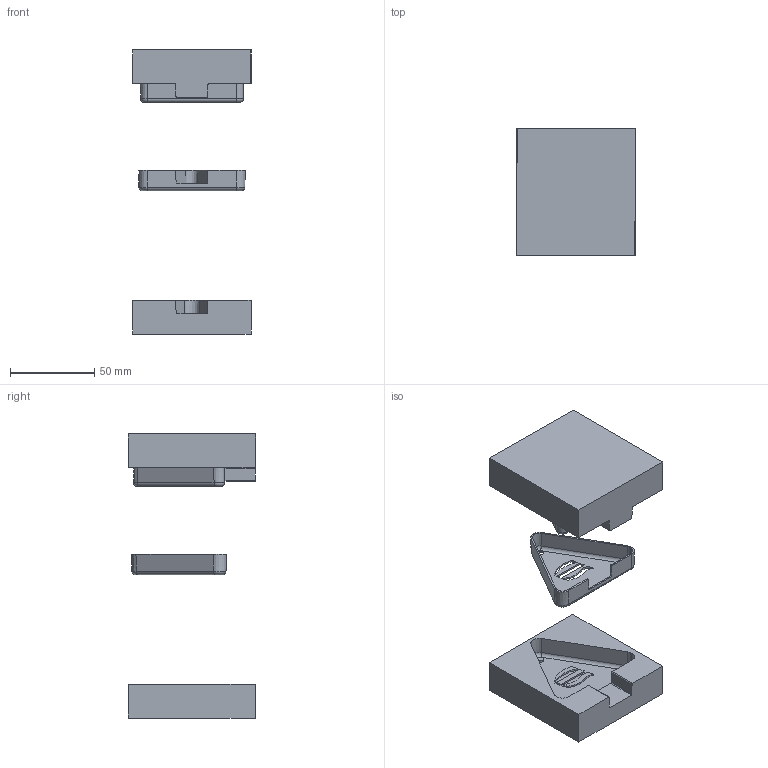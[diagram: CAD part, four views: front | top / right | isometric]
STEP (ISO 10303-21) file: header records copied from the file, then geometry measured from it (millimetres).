
FILE_DESCRIPTION (( 'STEP AP214' ), '1' );
FILE_NAME ('MOULE.STEP', '2025-09-11T21:31:14', ( '' ), ( '' ), 'SwSTEP 2.0', 'SolidWorks 2024', '' );
FILE_SCHEMA (( 'AUTOMOTIVE_DESIGN' ));
Length unit declared in the file: millimetre
Products named in the file (4): Noyau-empreinte6[1]; Ligne de joint1; MOULE; Noyau-empreinte6[2]
Assembly tree (3 placements, depth 2):
  MOULE
    Ligne de joint1
    Noyau-empreinte6[1]
    Noyau-empreinte6[2]
Bounding box: 70.37 x 75.35 x 168.16 mm (x, y, z)
Volume: 210006.8 mm3; surface area: 44522 mm2
Topology: 3 solids, 3 shells, 135 faces, 339 edges, 216 vertices
Faces by surface type: plane 55, cone 28, cylinder 20, torus 16, bspline 16
Entity records: 5524 total; most frequent: CARTESIAN_POINT 2250, ORIENTED_EDGE 678, DIRECTION 625, EDGE_CURVE 339, AXIS2_PLACEMENT_3D 225, VERTEX_POINT 216, LINE 175, VECTOR 175
